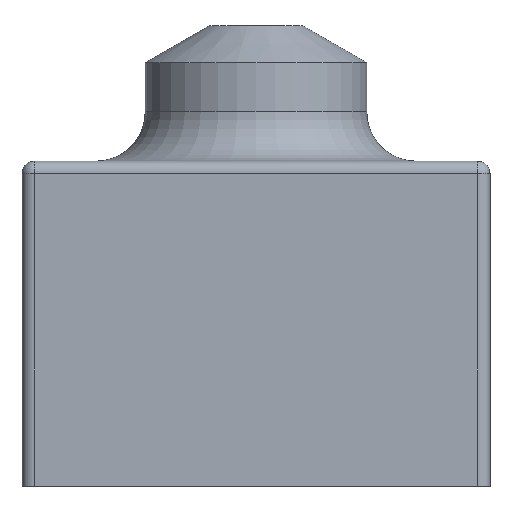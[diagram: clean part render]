
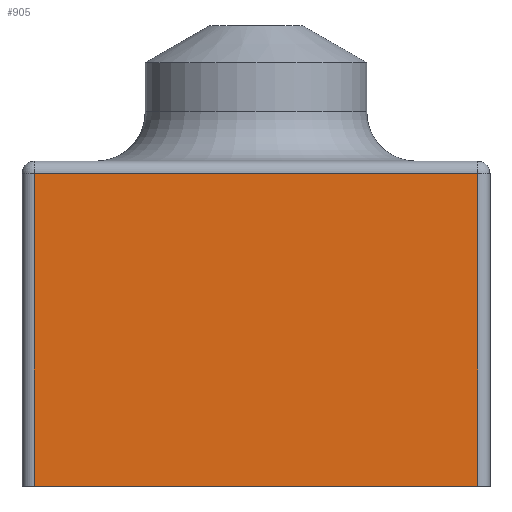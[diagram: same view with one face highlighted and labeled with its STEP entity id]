
A CAD part, front view. The second image highlights one B-rep face of the part: STEP entity #905.
In plain terms, the highlighted planar face has unit normal (0, -1, 0).
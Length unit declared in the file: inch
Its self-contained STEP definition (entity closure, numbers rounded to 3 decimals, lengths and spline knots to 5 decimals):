
#25=PLANE('',#1002);
#59=LINE('',#1432,#138);
#62=LINE('',#1457,#141);
#65=LINE('',#1461,#144);
#74=LINE('',#1485,#153);
#138=VECTOR('',#1128,39.37008);
#141=VECTOR('',#1155,39.37008);
#144=VECTOR('',#1160,39.37008);
#153=VECTOR('',#1189,39.37008);
#245=FACE_OUTER_BOUND('',#303,.T.);
#303=EDGE_LOOP('',(#684,#685,#686,#687));
#418=VERTEX_POINT('',#1422);
#420=VERTEX_POINT('',#1428);
#429=VERTEX_POINT('',#1450);
#431=VERTEX_POINT('',#1455);
#506=EDGE_CURVE('',#418,#420,#59,.T.);
#517=EDGE_CURVE('',#431,#429,#62,.T.);
#520=EDGE_CURVE('',#429,#418,#65,.T.);
#533=EDGE_CURVE('',#420,#431,#74,.T.);
#684=ORIENTED_EDGE('',*,*,#506,.F.);
#685=ORIENTED_EDGE('',*,*,#520,.F.);
#686=ORIENTED_EDGE('',*,*,#517,.F.);
#687=ORIENTED_EDGE('',*,*,#533,.F.);
#905=ADVANCED_FACE('',(#245),#25,.T.);
#1002=AXIS2_PLACEMENT_3D('',#1484,#1187,#1188);
#1128=DIRECTION('',(0.,0.,-1.));
#1155=DIRECTION('',(0.,0.,1.));
#1160=DIRECTION('',(1.,0.,0.));
#1187=DIRECTION('center_axis',(0.,-1.,0.));
#1188=DIRECTION('ref_axis',(-1.,0.,0.));
#1189=DIRECTION('',(-1.,0.,0.));
#1422=CARTESIAN_POINT('',(0.66929,-0.09843,0.54724));
#1428=CARTESIAN_POINT('',(0.66929,-0.09843,0.04724));
#1432=CARTESIAN_POINT('',(0.66929,-0.09843,0.51969));
#1450=CARTESIAN_POINT('',(-0.03937,-0.09843,0.54724));
#1455=CARTESIAN_POINT('',(-0.03937,-0.09843,0.04724));
#1457=CARTESIAN_POINT('',(-0.03937,-0.09843,0.51969));
#1461=CARTESIAN_POINT('',(0.50197,-0.09843,0.54724));
#1484=CARTESIAN_POINT('Origin',(0.68898,-0.09843,0.51969));
#1485=CARTESIAN_POINT('',(0.68898,-0.09843,0.04724));
